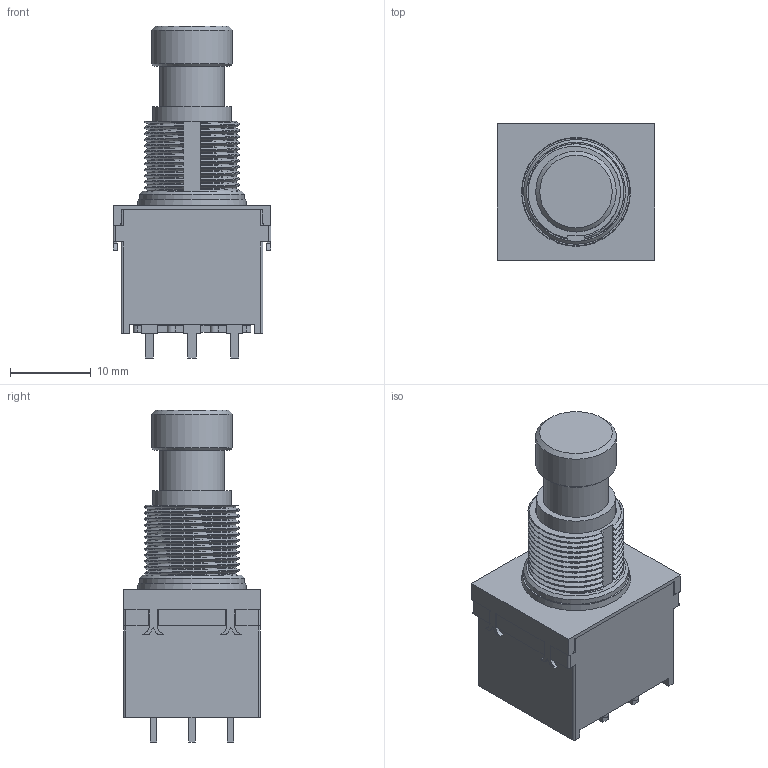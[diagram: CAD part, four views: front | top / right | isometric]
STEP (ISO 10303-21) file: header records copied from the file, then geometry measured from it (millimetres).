
FILE_DESCRIPTION(('FreeCAD Model'),'2;1');
FILE_NAME('Toggle_Footswitch_v9_sp.step', '2019-03-01T18:03:18',('kicad StepUp'),('ksu MCAD'), 'Open CASCADE STEP processor 7.2','FreeCAD','Unknown');
FILE_SCHEMA(('AUTOMOTIVE_DESIGN { 1 0 10303 214 1 1 1 1 }'));
Length unit declared in the file: millimetre
Products named in the file (1): Toggle_Footswitch_v9_sp
Bounding box: 19.6 x 17 x 41.2 mm (x, y, z)
Volume: 4781.1 mm3; surface area: 5590 mm2
Topology: 3 solids, 4 shells, 504 faces, 1408 edges, 921 vertices
Faces by surface type: plane 313, cylinder 131, bspline 44, torus 9, cone 5, sphere 2
Full cylindrical faces by diameter (mm): 0.1 x4, 0.12 x2, 0.2 x1, 0.8 x2, 1 x2, 1.3 x2, 1.5 x2, 2 x1, 8 x1, 8.15 x1, 9.8 x1, 10 x3, 12.28 x1, 13 x1
Entity records: 26526 total; most frequent: CARTESIAN_POINT 10324, ORIENTED_EDGE 2808, DIRECTION 2340, EDGE_CURVE 1404, LINE 968, VECTOR 968, VERTEX_POINT 921, AXIS2_PLACEMENT_3D 686
